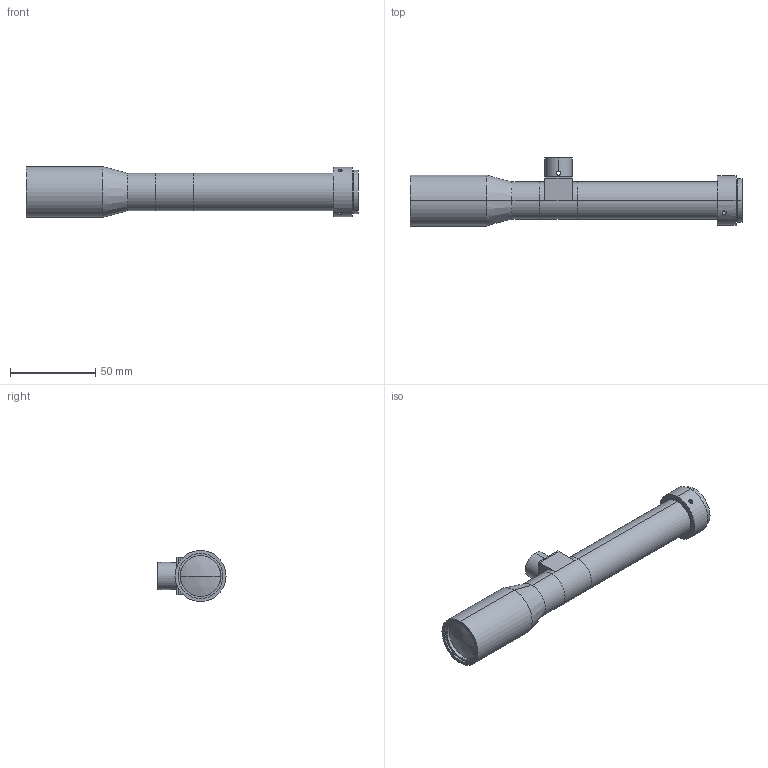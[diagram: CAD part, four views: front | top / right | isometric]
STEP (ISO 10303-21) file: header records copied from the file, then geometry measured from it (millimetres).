
FILE_DESCRIPTION (( 'STEP AP203' ), '1' );
FILE_NAME ('XF-T2X250D.STEP', '2019-11-23T07:55:33', ( 'puyufan' ), ( '' ), 'SwSTEP 2.0', 'SolidWorks 2014', '' );
FILE_SCHEMA (( 'CONFIG_CONTROL_DESIGN' ));
Length unit declared in the file: millimetre
Products named in the file (1): XF-T2X250D
Bounding box: 195.21 x 40 x 30 mm (x, y, z)
Surface area: 21647 mm2 (no closed solid volume)
Topology: 0 solids, 9 shells, 84 faces, 230 edges, 153 vertices
Faces by surface type: cylinder 51, plane 29, cone 2, sphere 2
Entity records: 3131 total; most frequent: CARTESIAN_POINT 856, DIRECTION 492, ORIENTED_EDGE 400, EDGE_CURVE 230, AXIS2_PLACEMENT_3D 197, VERTEX_POINT 153, CIRCLE 112, EDGE_LOOP 109
